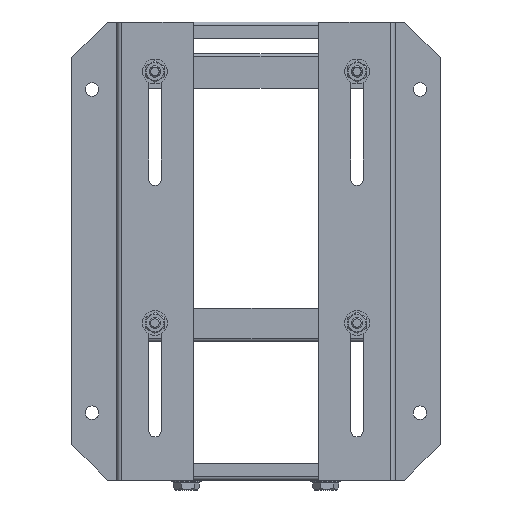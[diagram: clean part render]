
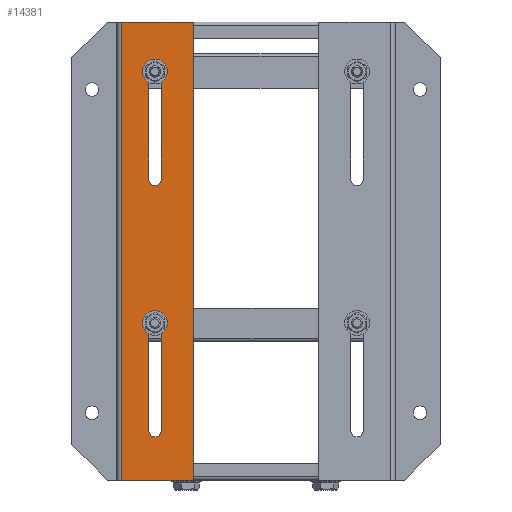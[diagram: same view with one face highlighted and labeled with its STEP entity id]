
A CAD part, front view. The second image highlights one B-rep face of the part: STEP entity #14381.
In plain terms, the highlighted planar face has unit normal (0, -1, 0).
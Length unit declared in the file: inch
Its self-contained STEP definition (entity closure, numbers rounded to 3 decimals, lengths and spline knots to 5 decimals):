
#15 = CIRCLE ( 'NONE', #13315, 0.35039 ) ;
#261 = AXIS2_PLACEMENT_3D ( 'NONE', #12549, #15525, #15658 ) ;
#334 = ORIENTED_EDGE ( 'NONE', *, *, #19493, .T. ) ;
#433 = EDGE_LOOP ( 'NONE', ( #456, #12137, #13827, #11883 ) ) ;
#456 = ORIENTED_EDGE ( 'NONE', *, *, #17712, .T. ) ;
#693 = EDGE_CURVE ( 'NONE', #11541, #20294, #18365, .T. ) ;
#964 = CARTESIAN_POINT ( 'NONE',  ( 1.02185, -1.13343, 4.00394 ) ) ;
#1077 = CARTESIAN_POINT ( 'NONE',  ( 2.79744, -1.13343, 12.75 ) ) ;
#1140 = CARTESIAN_POINT ( 'NONE',  ( 1.02185, -1.13343, -4.00394 ) ) ;
#1312 = VECTOR ( 'NONE', #1995, 39.37008 ) ;
#1476 = CARTESIAN_POINT ( 'NONE',  ( -1.17553, -1.13343, -12.75 ) ) ;
#1851 = VERTEX_POINT ( 'NONE', #5651 ) ;
#1995 = DIRECTION ( 'NONE',  ( -1., 0., 0. ) ) ;
#2005 = LINE ( 'NONE', #11844, #6573 ) ;
#2131 = ORIENTED_EDGE ( 'NONE', *, *, #6568, .T. ) ;
#2161 = ORIENTED_EDGE ( 'NONE', *, *, #4504, .T. ) ;
#2392 = CARTESIAN_POINT ( 'NONE',  ( -1.20453, -1.13343, -12.75 ) ) ;
#2416 = CARTESIAN_POINT ( 'NONE',  ( 0.32106, -1.13343, 4.00394 ) ) ;
#2472 = DIRECTION ( 'NONE',  ( 0., 0., -1. ) ) ;
#2774 = VECTOR ( 'NONE', #15919, 39.37008 ) ;
#3003 = EDGE_CURVE ( 'NONE', #1851, #7869, #3067, .T. ) ;
#3012 = AXIS2_PLACEMENT_3D ( 'NONE', #4652, #16150, #14464 ) ;
#3067 = CIRCLE ( 'NONE', #6355, 0.35039 ) ;
#3229 = DIRECTION ( 'NONE',  ( 0., 1., 0. ) ) ;
#3950 = EDGE_CURVE ( 'NONE', #9669, #7960, #10795, .T. ) ;
#4169 = VERTEX_POINT ( 'NONE', #1140 ) ;
#4241 = CARTESIAN_POINT ( 'NONE',  ( 0.32106, -1.13343, 9.99606 ) ) ;
#4504 = EDGE_CURVE ( 'NONE', #8081, #1851, #20860, .T. ) ;
#4652 = CARTESIAN_POINT ( 'NONE',  ( 0.67146, -1.13343, -9.99606 ) ) ;
#4867 = DIRECTION ( 'NONE',  ( 0., 0., -1. ) ) ;
#5057 = DIRECTION ( 'NONE',  ( 0., 0., -1. ) ) ;
#5379 = ORIENTED_EDGE ( 'NONE', *, *, #7239, .T. ) ;
#5642 = CARTESIAN_POINT ( 'NONE',  ( 0.32106, -1.13343, -4.00394 ) ) ;
#5651 = CARTESIAN_POINT ( 'NONE',  ( 0.67146, -1.13343, -10.34646 ) ) ;
#5654 = ORIENTED_EDGE ( 'NONE', *, *, #3003, .T. ) ;
#6015 = DIRECTION ( 'NONE',  ( 0., 0., -1. ) ) ;
#6036 = DIRECTION ( 'NONE',  ( 0., 0., 1. ) ) ;
#6355 = AXIS2_PLACEMENT_3D ( 'NONE', #15258, #14763, #6015 ) ;
#6559 = CARTESIAN_POINT ( 'NONE',  ( 0.32106, -1.13343, -4.00394 ) ) ;
#6568 = EDGE_CURVE ( 'NONE', #20294, #20383, #6985, .T. ) ;
#6573 = VECTOR ( 'NONE', #2472, 39.37008 ) ;
#6907 = CARTESIAN_POINT ( 'NONE',  ( 1.02185, -1.13343, -9.99606 ) ) ;
#6985 = LINE ( 'NONE', #12505, #16557 ) ;
#7000 = ORIENTED_EDGE ( 'NONE', *, *, #19687, .T. ) ;
#7239 = EDGE_CURVE ( 'NONE', #4169, #8081, #9173, .T. ) ;
#7309 = CARTESIAN_POINT ( 'NONE',  ( 0.67146, -1.13343, 3.65354 ) ) ;
#7869 = VERTEX_POINT ( 'NONE', #9122 ) ;
#7957 = FACE_OUTER_BOUND ( 'NONE', #433, .T. ) ;
#7960 = VERTEX_POINT ( 'NONE', #1476 ) ;
#8003 = EDGE_CURVE ( 'NONE', #18577, #4169, #13120, .T. ) ;
#8040 = CARTESIAN_POINT ( 'NONE',  ( 0.67146, -1.13343, 4.00394 ) ) ;
#8081 = VERTEX_POINT ( 'NONE', #6907 ) ;
#9023 = VERTEX_POINT ( 'NONE', #17857 ) ;
#9122 = CARTESIAN_POINT ( 'NONE',  ( 0.32106, -1.13343, -9.99606 ) ) ;
#9173 = LINE ( 'NONE', #15924, #20846 ) ;
#9514 = ORIENTED_EDGE ( 'NONE', *, *, #11192, .T. ) ;
#9669 = VERTEX_POINT ( 'NONE', #11045 ) ;
#9807 = DIRECTION ( 'NONE',  ( 0., 0., -1. ) ) ;
#10138 = EDGE_LOOP ( 'NONE', ( #2161, #5654, #9514, #20633, #5379 ) ) ;
#10160 = DIRECTION ( 'NONE',  ( -1., 0., 0. ) ) ;
#10795 = LINE ( 'NONE', #2392, #16865 ) ;
#11045 = CARTESIAN_POINT ( 'NONE',  ( 2.79744, -1.13343, -12.75 ) ) ;
#11160 = AXIS2_PLACEMENT_3D ( 'NONE', #18021, #13367, #5057 ) ;
#11192 = EDGE_CURVE ( 'NONE', #7869, #18577, #11371, .T. ) ;
#11242 = FACE_BOUND ( 'NONE', #10138, .T. ) ;
#11371 = LINE ( 'NONE', #6559, #2774 ) ;
#11541 = VERTEX_POINT ( 'NONE', #7309 ) ;
#11839 = VECTOR ( 'NONE', #13664, 39.37008 ) ;
#11844 = CARTESIAN_POINT ( 'NONE',  ( -1.17553, -1.13343, 12.75 ) ) ;
#11883 = ORIENTED_EDGE ( 'NONE', *, *, #17624, .F. ) ;
#12057 = DIRECTION ( 'NONE',  ( 0., 1., 0. ) ) ;
#12093 = CARTESIAN_POINT ( 'NONE',  ( 1.02185, -1.13343, 4.00394 ) ) ;
#12137 = ORIENTED_EDGE ( 'NONE', *, *, #19521, .T. ) ;
#12202 = AXIS2_PLACEMENT_3D ( 'NONE', #8040, #3229, #9807 ) ;
#12505 = CARTESIAN_POINT ( 'NONE',  ( 0.32106, -1.13343, 4.00394 ) ) ;
#12549 = CARTESIAN_POINT ( 'NONE',  ( 0.67146, -1.13343, 4.00394 ) ) ;
#12816 = VERTEX_POINT ( 'NONE', #18688 ) ;
#13014 = PLANE ( 'NONE',  #11160 ) ;
#13120 = CIRCLE ( 'NONE', #16002, 0.35039 ) ;
#13315 = AXIS2_PLACEMENT_3D ( 'NONE', #18415, #12057, #18569 ) ;
#13367 = DIRECTION ( 'NONE',  ( 0., -1., 0. ) ) ;
#13664 = DIRECTION ( 'NONE',  ( 0., 0., -1. ) ) ;
#13827 = ORIENTED_EDGE ( 'NONE', *, *, #3950, .F. ) ;
#14381 = ADVANCED_FACE ( 'NONE', ( #7957, #16812, #11242 ), #13014, .T. ) ;
#14382 = LINE ( 'NONE', #12093, #11839 ) ;
#14464 = DIRECTION ( 'NONE',  ( 0., 0., -1. ) ) ;
#14751 = EDGE_LOOP ( 'NONE', ( #7000, #15654, #19639, #2131, #334 ) ) ;
#14763 = DIRECTION ( 'NONE',  ( 0., 1., 0. ) ) ;
#15221 = EDGE_CURVE ( 'NONE', #16217, #11541, #17466, .T. ) ;
#15258 = CARTESIAN_POINT ( 'NONE',  ( 0.67146, -1.13343, -9.99606 ) ) ;
#15525 = DIRECTION ( 'NONE',  ( 0., 1., 0. ) ) ;
#15654 = ORIENTED_EDGE ( 'NONE', *, *, #15221, .T. ) ;
#15658 = DIRECTION ( 'NONE',  ( 0., 0., -1. ) ) ;
#15719 = LINE ( 'NONE', #19400, #19792 ) ;
#15919 = DIRECTION ( 'NONE',  ( 0., 0., 1. ) ) ;
#15924 = CARTESIAN_POINT ( 'NONE',  ( 1.02185, -1.13343, -4.00394 ) ) ;
#16002 = AXIS2_PLACEMENT_3D ( 'NONE', #17763, #19144, #4867 ) ;
#16150 = DIRECTION ( 'NONE',  ( 0., 1., 0. ) ) ;
#16217 = VERTEX_POINT ( 'NONE', #964 ) ;
#16455 = LINE ( 'NONE', #19534, #1312 ) ;
#16557 = VECTOR ( 'NONE', #6036, 39.37008 ) ;
#16812 = FACE_BOUND ( 'NONE', #14751, .T. ) ;
#16865 = VECTOR ( 'NONE', #10160, 39.37008 ) ;
#17466 = CIRCLE ( 'NONE', #261, 0.35039 ) ;
#17624 = EDGE_CURVE ( 'NONE', #18020, #9669, #15719, .T. ) ;
#17712 = EDGE_CURVE ( 'NONE', #18020, #12816, #16455, .T. ) ;
#17763 = CARTESIAN_POINT ( 'NONE',  ( 0.67146, -1.13343, -4.00394 ) ) ;
#17794 = DIRECTION ( 'NONE',  ( 0., 0., -1. ) ) ;
#17857 = CARTESIAN_POINT ( 'NONE',  ( 1.02185, -1.13343, 9.99606 ) ) ;
#18020 = VERTEX_POINT ( 'NONE', #1077 ) ;
#18021 = CARTESIAN_POINT ( 'NONE',  ( -1.45453, -1.13343, 12.75 ) ) ;
#18365 = CIRCLE ( 'NONE', #12202, 0.35039 ) ;
#18415 = CARTESIAN_POINT ( 'NONE',  ( 0.67146, -1.13343, 9.99606 ) ) ;
#18569 = DIRECTION ( 'NONE',  ( 0., 0., -1. ) ) ;
#18577 = VERTEX_POINT ( 'NONE', #5642 ) ;
#18688 = CARTESIAN_POINT ( 'NONE',  ( -1.17553, -1.13343, 12.75 ) ) ;
#19144 = DIRECTION ( 'NONE',  ( 0., 1., 0. ) ) ;
#19400 = CARTESIAN_POINT ( 'NONE',  ( 2.79744, -1.13343, 12.75 ) ) ;
#19493 = EDGE_CURVE ( 'NONE', #20383, #9023, #15, .T. ) ;
#19521 = EDGE_CURVE ( 'NONE', #12816, #7960, #2005, .T. ) ;
#19534 = CARTESIAN_POINT ( 'NONE',  ( -1.48353, -1.13343, 12.75 ) ) ;
#19639 = ORIENTED_EDGE ( 'NONE', *, *, #693, .T. ) ;
#19687 = EDGE_CURVE ( 'NONE', #9023, #16217, #14382, .T. ) ;
#19792 = VECTOR ( 'NONE', #17794, 39.37008 ) ;
#20294 = VERTEX_POINT ( 'NONE', #2416 ) ;
#20383 = VERTEX_POINT ( 'NONE', #4241 ) ;
#20633 = ORIENTED_EDGE ( 'NONE', *, *, #8003, .T. ) ;
#20732 = DIRECTION ( 'NONE',  ( 0., 0., -1. ) ) ;
#20846 = VECTOR ( 'NONE', #20732, 39.37008 ) ;
#20860 = CIRCLE ( 'NONE', #3012, 0.35039 ) ;
